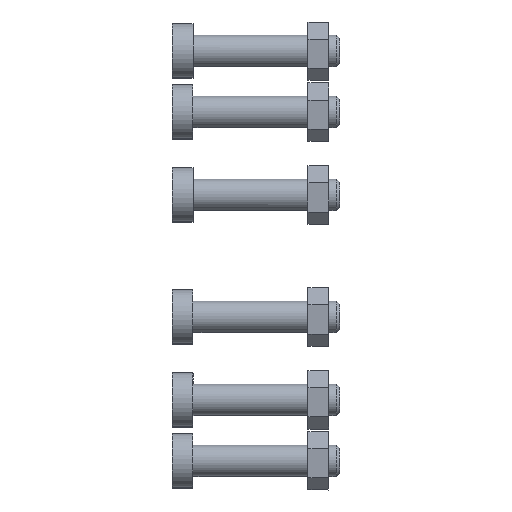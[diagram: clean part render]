
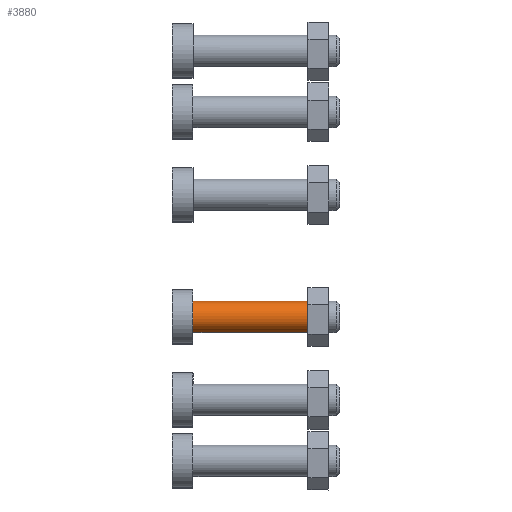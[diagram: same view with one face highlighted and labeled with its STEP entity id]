
A CAD part, top view. The second image highlights one B-rep face of the part: STEP entity #3880.
In plain terms, the highlighted cylindrical face has radius 6.35 mm (diameter 12.7 mm), a partial arc.
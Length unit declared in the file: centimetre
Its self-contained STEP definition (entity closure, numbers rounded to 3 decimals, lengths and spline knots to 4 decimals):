
#54 = AXIS2_PLACEMENT_3D ( 'NONE', #1885, #2844, #3213 ) ;
#159 = DIRECTION ( 'NONE',  ( -1., 0., 0. ) ) ;
#195 = VERTEX_POINT ( 'NONE', #3629 ) ;
#475 = ORIENTED_EDGE ( 'NONE', *, *, #3675, .T. ) ;
#725 = CARTESIAN_POINT ( 'NONE',  ( 48.812, 94.3585, 3.5846 ) ) ;
#739 = EDGE_CURVE ( 'NONE', #3552, #2615, #1755, .T. ) ;
#818 = DIRECTION ( 'NONE',  ( 0., 0., 1. ) ) ;
#819 = CARTESIAN_POINT ( 'NONE',  ( 2289.5764, 94.3585, 4.8546 ) ) ;
#825 = DIRECTION ( 'NONE',  ( -1., 0., 0. ) ) ;
#1021 = AXIS2_PLACEMENT_3D ( 'NONE', #2868, #1660, #2949 ) ;
#1136 = FACE_OUTER_BOUND ( 'NONE', #3760, .T. ) ;
#1140 = CARTESIAN_POINT ( 'NONE',  ( 2289.5764, 94.3585, 3.5846 ) ) ;
#1223 = CIRCLE ( 'NONE', #1021, 0.635 ) ;
#1660 = DIRECTION ( 'NONE',  ( 1., 0., 0. ) ) ;
#1755 = CIRCLE ( 'NONE', #54, 0.635 ) ;
#1765 = CYLINDRICAL_SURFACE ( 'NONE', #3522, 0.635 ) ;
#1885 = CARTESIAN_POINT ( 'NONE',  ( 48.812, 94.3585, 4.2196 ) ) ;
#1968 = EDGE_CURVE ( 'NONE', #3997, #195, #1223, .T. ) ;
#2058 = ORIENTED_EDGE ( 'NONE', *, *, #1968, .F. ) ;
#2143 = DIRECTION ( 'NONE',  ( -1., 0., 0. ) ) ;
#2171 = VECTOR ( 'NONE', #825, 100. ) ;
#2414 = EDGE_CURVE ( 'NONE', #195, #3552, #3709, .T. ) ;
#2498 = ORIENTED_EDGE ( 'NONE', *, *, #2414, .F. ) ;
#2615 = VERTEX_POINT ( 'NONE', #725 ) ;
#2844 = DIRECTION ( 'NONE',  ( -1., 0., 0. ) ) ;
#2868 = CARTESIAN_POINT ( 'NONE',  ( 53.423, 94.3585, 4.2196 ) ) ;
#2949 = DIRECTION ( 'NONE',  ( 0., 0., -1. ) ) ;
#3059 = CARTESIAN_POINT ( 'NONE',  ( 2289.5764, 94.3585, 4.2196 ) ) ;
#3149 = CARTESIAN_POINT ( 'NONE',  ( 53.423, 94.3585, 3.5846 ) ) ;
#3213 = DIRECTION ( 'NONE',  ( 0., 0., 1. ) ) ;
#3422 = CARTESIAN_POINT ( 'NONE',  ( 48.812, 94.3585, 4.8546 ) ) ;
#3522 = AXIS2_PLACEMENT_3D ( 'NONE', #3059, #159, #818 ) ;
#3552 = VERTEX_POINT ( 'NONE', #3422 ) ;
#3629 = CARTESIAN_POINT ( 'NONE',  ( 53.423, 94.3585, 4.8546 ) ) ;
#3675 = EDGE_CURVE ( 'NONE', #3997, #2615, #3740, .T. ) ;
#3709 = LINE ( 'NONE', #819, #3717 ) ;
#3717 = VECTOR ( 'NONE', #2143, 100. ) ;
#3740 = LINE ( 'NONE', #1140, #2171 ) ;
#3760 = EDGE_LOOP ( 'NONE', ( #2058, #475, #4158, #2498 ) ) ;
#3880 = ADVANCED_FACE ( 'NONE', ( #1136 ), #1765, .T. ) ;
#3997 = VERTEX_POINT ( 'NONE', #3149 ) ;
#4158 = ORIENTED_EDGE ( 'NONE', *, *, #739, .F. ) ;
